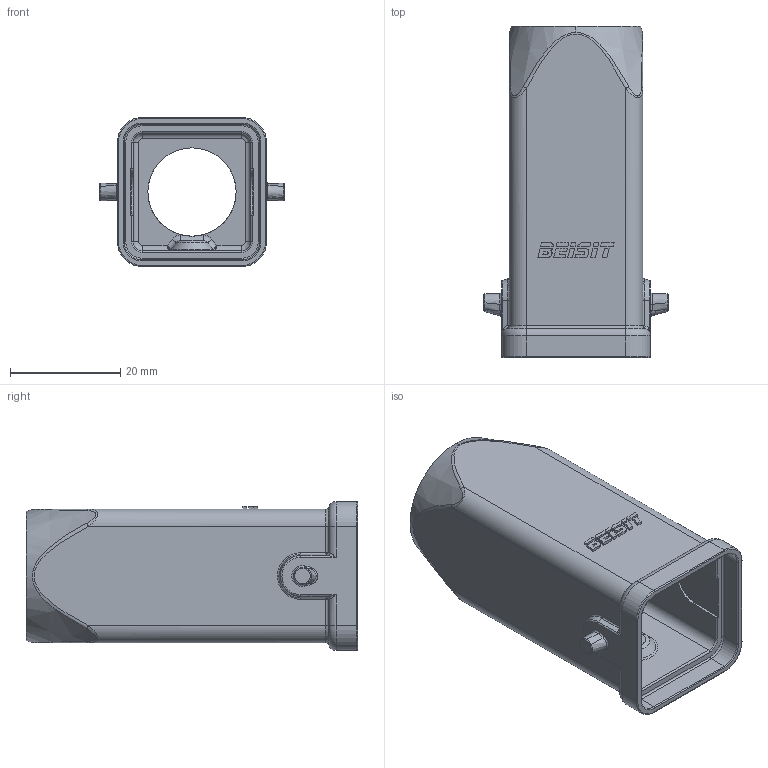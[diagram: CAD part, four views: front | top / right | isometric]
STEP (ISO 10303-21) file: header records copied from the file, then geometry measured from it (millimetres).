
FILE_DESCRIPTION(/* description */ (''),/* implementation_level */ '2;1');
FILE_NAME(/* name */ 'H3A-TO-2P-M20.stp',/* time_stamp */ '2023-07-31T13:45:47+08:00',/* author */ (''),/* organization */ (''),/* preprocessor_version */ 'ST-DEVELOPER v11',/* originating_system */ 'SIEMENS PLM Software NX 7.5',/* authorisation */ '');
FILE_SCHEMA (('CONFIG_CONTROL_DESIGN'));
Length unit declared in the file: millimetre
Products named in the file (1): H3A-TO-2P-M20_step
Bounding box: 33.4 x 60 x 27 mm (x, y, z)
Volume: 9762.7 mm3; surface area: 11680.7 mm2
Topology: 1 solids, 1 shells, 325 faces, 787 edges, 472 vertices
Faces by surface type: plane 116, bspline 91, cylinder 79, torus 32, cone 7
Entity records: 14079 total; most frequent: CARTESIAN_POINT 7124, ORIENTED_EDGE 1554, DIRECTION 1219, EDGE_CURVE 777, VERTEX_POINT 472, AXIS2_PLACEMENT_3D 415, LINE 389, VECTOR 389
